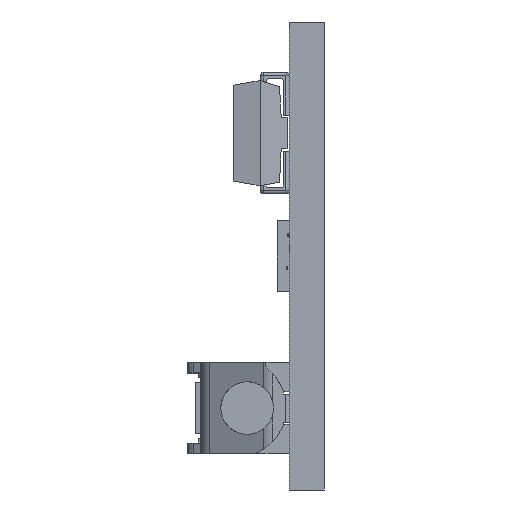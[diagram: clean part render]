
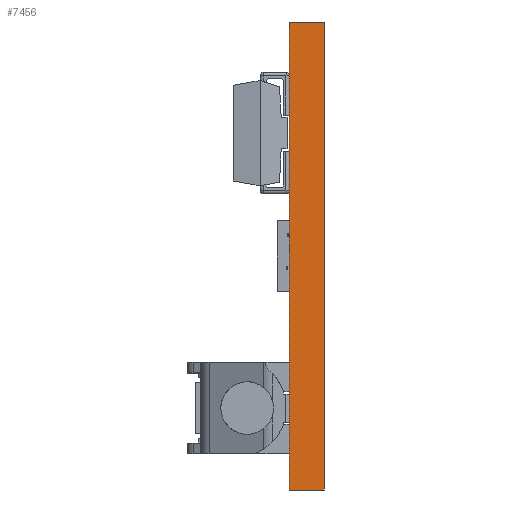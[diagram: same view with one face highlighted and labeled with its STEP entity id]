
A CAD part, left-side view. The second image highlights one B-rep face of the part: STEP entity #7456.
In plain terms, the highlighted planar face has unit normal (-1, 0, 0).
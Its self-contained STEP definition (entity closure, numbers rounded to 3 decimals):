
#216 = CARTESIAN_POINT ( 'NONE',  ( 0., 0., 0. ) ) ;
#1014 = DIRECTION ( 'NONE',  ( 0., 1., 0. ) ) ;
#1686 = ORIENTED_EDGE ( 'NONE', *, *, #27968, .F. ) ;
#1930 = VECTOR ( 'NONE', #26464, 1000. ) ;
#2535 = ORIENTED_EDGE ( 'NONE', *, *, #19163, .T. ) ;
#2630 = LINE ( 'NONE', #5258, #15870 ) ;
#3708 = CARTESIAN_POINT ( 'NONE',  ( 0., 0., -20. ) ) ;
#4714 = EDGE_LOOP ( 'NONE', ( #14118, #1686, #15774, #2535 ) ) ;
#5258 = CARTESIAN_POINT ( 'NONE',  ( 0., -1.5, -20. ) ) ;
#6867 = VERTEX_POINT ( 'NONE', #8231 ) ;
#7321 = VERTEX_POINT ( 'NONE', #216 ) ;
#7456 = ADVANCED_FACE ( 'NONE', ( #29770 ), #28840, .T. ) ;
#8045 = CARTESIAN_POINT ( 'NONE',  ( 0., 0., -20. ) ) ;
#8231 = CARTESIAN_POINT ( 'NONE',  ( 0., -1.5, -20. ) ) ;
#11540 = LINE ( 'NONE', #32341, #24706 ) ;
#11599 = DIRECTION ( 'NONE',  ( 0., 1., 0. ) ) ;
#13468 = VERTEX_POINT ( 'NONE', #31580 ) ;
#13517 = CARTESIAN_POINT ( 'NONE',  ( 0., -1.5, 0. ) ) ;
#14118 = ORIENTED_EDGE ( 'NONE', *, *, #30555, .F. ) ;
#15774 = ORIENTED_EDGE ( 'NONE', *, *, #25928, .T. ) ;
#15870 = VECTOR ( 'NONE', #15909, 1000. ) ;
#15909 = DIRECTION ( 'NONE',  ( 0., 0., 1. ) ) ;
#19163 = EDGE_CURVE ( 'NONE', #13468, #7321, #19314, .T. ) ;
#19314 = LINE ( 'NONE', #13517, #25426 ) ;
#21982 = AXIS2_PLACEMENT_3D ( 'NONE', #27936, #27825, #27798 ) ;
#23745 = LINE ( 'NONE', #8045, #1930 ) ;
#24706 = VECTOR ( 'NONE', #1014, 1000. ) ;
#25426 = VECTOR ( 'NONE', #11599, 1000. ) ;
#25928 = EDGE_CURVE ( 'NONE', #6867, #13468, #2630, .T. ) ;
#26464 = DIRECTION ( 'NONE',  ( 0., 0., 1. ) ) ;
#26652 = VERTEX_POINT ( 'NONE', #3708 ) ;
#27798 = DIRECTION ( 'NONE',  ( 0., 0., 1. ) ) ;
#27825 = DIRECTION ( 'NONE',  ( -1., 0., 0. ) ) ;
#27936 = CARTESIAN_POINT ( 'NONE',  ( 0., -1.5, -20. ) ) ;
#27968 = EDGE_CURVE ( 'NONE', #6867, #26652, #11540, .T. ) ;
#28840 = PLANE ( 'NONE',  #21982 ) ;
#29770 = FACE_OUTER_BOUND ( 'NONE', #4714, .T. ) ;
#30555 = EDGE_CURVE ( 'NONE', #26652, #7321, #23745, .T. ) ;
#31580 = CARTESIAN_POINT ( 'NONE',  ( 0., -1.5, 0. ) ) ;
#32341 = CARTESIAN_POINT ( 'NONE',  ( 0., -1.5, -20. ) ) ;
